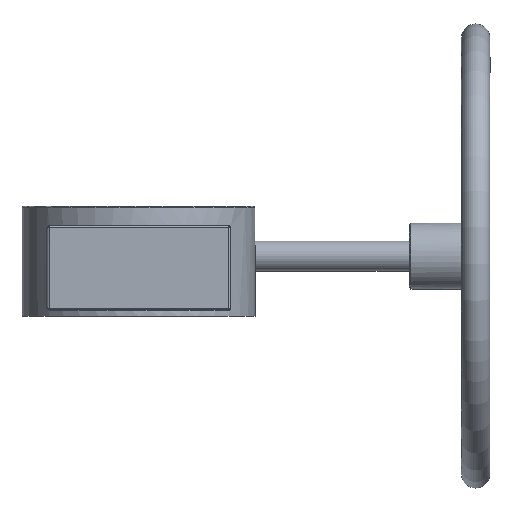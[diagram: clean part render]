
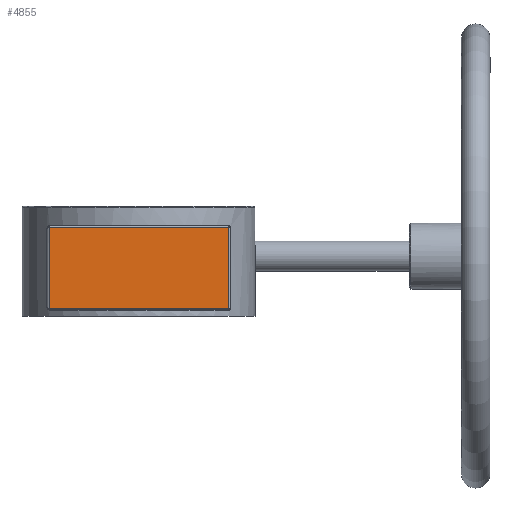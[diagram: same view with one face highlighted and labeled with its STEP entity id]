
A CAD part, top view. The second image highlights one B-rep face of the part: STEP entity #4855.
In plain terms, the highlighted planar face has unit normal (0, 0, 1).
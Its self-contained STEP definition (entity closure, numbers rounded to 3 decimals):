
#143=PLANE('',#5221);
#469=FACE_OUTER_BOUND('',#754,.T.);
#754=EDGE_LOOP('',(#3852,#3853,#3854,#3855));
#1379=LINE('',#21855,#1647);
#1385=LINE('',#21882,#1653);
#1386=LINE('',#21886,#1654);
#1387=LINE('',#21887,#1655);
#1647=VECTOR('',#5929,10.);
#1653=VECTOR('',#5943,10.);
#1654=VECTOR('',#5948,10.);
#1655=VECTOR('',#5949,10.);
#2068=VERTEX_POINT('',#21796);
#2070=VERTEX_POINT('',#21831);
#2079=VERTEX_POINT('',#21881);
#2080=VERTEX_POINT('',#21885);
#2704=EDGE_CURVE('',#2068,#2070,#1379,.T.);
#2712=EDGE_CURVE('',#2070,#2079,#1385,.T.);
#2714=EDGE_CURVE('',#2080,#2068,#1386,.T.);
#2715=EDGE_CURVE('',#2079,#2080,#1387,.T.);
#3852=ORIENTED_EDGE('',*,*,#2704,.F.);
#3853=ORIENTED_EDGE('',*,*,#2714,.F.);
#3854=ORIENTED_EDGE('',*,*,#2715,.F.);
#3855=ORIENTED_EDGE('',*,*,#2712,.F.);
#4855=ADVANCED_FACE('',(#469),#143,.T.);
#5221=AXIS2_PLACEMENT_3D('',#21884,#5946,#5947);
#5929=DIRECTION('',(0.,1.,0.));
#5943=DIRECTION('',(1.,0.,0.));
#5946=DIRECTION('center_axis',(0.,0.,1.));
#5947=DIRECTION('ref_axis',(1.,0.,0.));
#5948=DIRECTION('',(-1.,0.,0.));
#5949=DIRECTION('',(0.,-1.,0.));
#21796=CARTESIAN_POINT('',(-59.,1.,95.));
#21831=CARTESIAN_POINT('',(-59.,55.,95.));
#21855=CARTESIAN_POINT('',(-59.,0.,95.));
#21881=CARTESIAN_POINT('',(60.,55.,95.));
#21882=CARTESIAN_POINT('',(-30.5,55.,95.));
#21884=CARTESIAN_POINT('Origin',(-61.,0.,95.));
#21885=CARTESIAN_POINT('',(60.,1.,95.));
#21886=CARTESIAN_POINT('',(-30.5,1.,95.));
#21887=CARTESIAN_POINT('',(60.,0.,95.));
